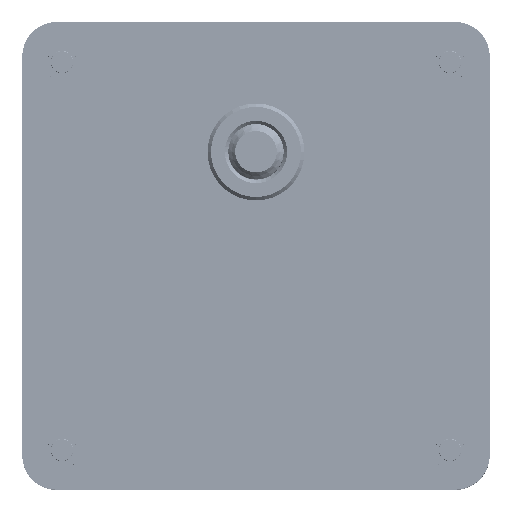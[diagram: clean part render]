
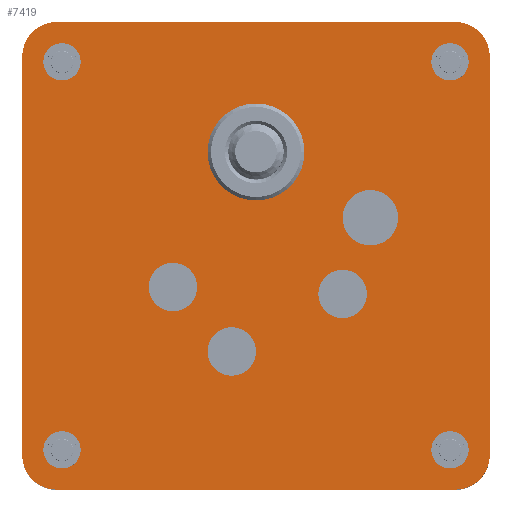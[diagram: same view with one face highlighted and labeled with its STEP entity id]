
A CAD part, top view. The second image highlights one B-rep face of the part: STEP entity #7419.
In plain terms, the highlighted planar face has unit normal (0, 0, 1).
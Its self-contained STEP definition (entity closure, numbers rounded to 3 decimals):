
#568=PLANE('',#8157);
#777=LINE('',#11727,#1217);
#778=LINE('',#11731,#1218);
#779=LINE('',#11735,#1219);
#780=LINE('',#11738,#1220);
#1217=VECTOR('',#9296,10.);
#1218=VECTOR('',#9299,10.);
#1219=VECTOR('',#9302,10.);
#1220=VECTOR('',#9305,10.);
#1684=FACE_BOUND('',#2472,.T.);
#1685=FACE_BOUND('',#2473,.T.);
#1686=FACE_BOUND('',#2474,.T.);
#1687=FACE_BOUND('',#2475,.T.);
#1688=FACE_BOUND('',#2476,.T.);
#1689=FACE_BOUND('',#2477,.T.);
#1690=FACE_BOUND('',#2478,.T.);
#1691=FACE_BOUND('',#2479,.T.);
#1692=FACE_BOUND('',#2480,.T.);
#1958=FACE_OUTER_BOUND('',#2471,.T.);
#2471=EDGE_LOOP('',(#5375,#5376,#5377,#5378,#5379,#5380,#5381,#5382));
#2472=EDGE_LOOP('',(#5383));
#2473=EDGE_LOOP('',(#5384));
#2474=EDGE_LOOP('',(#5385));
#2475=EDGE_LOOP('',(#5386));
#2476=EDGE_LOOP('',(#5387,#5388));
#2477=EDGE_LOOP('',(#5389));
#2478=EDGE_LOOP('',(#5390));
#2479=EDGE_LOOP('',(#5391));
#2480=EDGE_LOOP('',(#5392));
#3161=CIRCLE('',#8137,4.);
#3164=CIRCLE('',#8143,3.5);
#3167=CIRCLE('',#8149,3.5);
#3170=CIRCLE('',#8155,3.5);
#3171=CIRCLE('',#8158,5.);
#3172=CIRCLE('',#8159,5.);
#3173=CIRCLE('',#8160,5.);
#3174=CIRCLE('',#8161,5.);
#3175=CIRCLE('',#8162,6.);
#3176=CIRCLE('',#8163,6.);
#3177=CIRCLE('',#8164,2.5);
#3178=CIRCLE('',#8165,2.5);
#3179=CIRCLE('',#8166,2.5);
#3180=CIRCLE('',#8167,2.5);
#3633=VERTEX_POINT('',#11692);
#3636=VERTEX_POINT('',#11701);
#3639=VERTEX_POINT('',#11710);
#3642=VERTEX_POINT('',#11719);
#3643=VERTEX_POINT('',#11723);
#3644=VERTEX_POINT('',#11724);
#3645=VERTEX_POINT('',#11726);
#3646=VERTEX_POINT('',#11728);
#3647=VERTEX_POINT('',#11730);
#3648=VERTEX_POINT('',#11732);
#3649=VERTEX_POINT('',#11734);
#3650=VERTEX_POINT('',#11736);
#3651=VERTEX_POINT('',#11739);
#3652=VERTEX_POINT('',#11740);
#3653=VERTEX_POINT('',#11743);
#3654=VERTEX_POINT('',#11745);
#3655=VERTEX_POINT('',#11747);
#3656=VERTEX_POINT('',#11749);
#4343=EDGE_CURVE('',#3633,#3633,#3161,.T.);
#4346=EDGE_CURVE('',#3636,#3636,#3164,.T.);
#4349=EDGE_CURVE('',#3639,#3639,#3167,.T.);
#4352=EDGE_CURVE('',#3642,#3642,#3170,.T.);
#4353=EDGE_CURVE('',#3643,#3644,#3171,.T.);
#4354=EDGE_CURVE('',#3645,#3643,#777,.T.);
#4355=EDGE_CURVE('',#3646,#3645,#3172,.T.);
#4356=EDGE_CURVE('',#3647,#3646,#778,.T.);
#4357=EDGE_CURVE('',#3648,#3647,#3173,.T.);
#4358=EDGE_CURVE('',#3649,#3648,#779,.T.);
#4359=EDGE_CURVE('',#3650,#3649,#3174,.T.);
#4360=EDGE_CURVE('',#3644,#3650,#780,.T.);
#4361=EDGE_CURVE('',#3651,#3652,#3175,.T.);
#4362=EDGE_CURVE('',#3652,#3651,#3176,.T.);
#4363=EDGE_CURVE('',#3653,#3653,#3177,.T.);
#4364=EDGE_CURVE('',#3654,#3654,#3178,.T.);
#4365=EDGE_CURVE('',#3655,#3655,#3179,.T.);
#4366=EDGE_CURVE('',#3656,#3656,#3180,.T.);
#5375=ORIENTED_EDGE('',*,*,#4353,.F.);
#5376=ORIENTED_EDGE('',*,*,#4354,.F.);
#5377=ORIENTED_EDGE('',*,*,#4355,.F.);
#5378=ORIENTED_EDGE('',*,*,#4356,.F.);
#5379=ORIENTED_EDGE('',*,*,#4357,.F.);
#5380=ORIENTED_EDGE('',*,*,#4358,.F.);
#5381=ORIENTED_EDGE('',*,*,#4359,.F.);
#5382=ORIENTED_EDGE('',*,*,#4360,.F.);
#5383=ORIENTED_EDGE('',*,*,#4343,.T.);
#5384=ORIENTED_EDGE('',*,*,#4346,.T.);
#5385=ORIENTED_EDGE('',*,*,#4349,.T.);
#5386=ORIENTED_EDGE('',*,*,#4352,.T.);
#5387=ORIENTED_EDGE('',*,*,#4361,.T.);
#5388=ORIENTED_EDGE('',*,*,#4362,.T.);
#5389=ORIENTED_EDGE('',*,*,#4363,.T.);
#5390=ORIENTED_EDGE('',*,*,#4364,.T.);
#5391=ORIENTED_EDGE('',*,*,#4365,.T.);
#5392=ORIENTED_EDGE('',*,*,#4366,.T.);
#7419=ADVANCED_FACE('',(#1958,#1684,#1685,#1686,#1687,#1688,#1689,#1690,
#1691,#1692),#568,.T.);
#8137=AXIS2_PLACEMENT_3D('',#11693,#9252,#9253);
#8143=AXIS2_PLACEMENT_3D('',#11702,#9264,#9265);
#8149=AXIS2_PLACEMENT_3D('',#11711,#9276,#9277);
#8155=AXIS2_PLACEMENT_3D('',#11720,#9288,#9289);
#8157=AXIS2_PLACEMENT_3D('',#11722,#9292,#9293);
#8158=AXIS2_PLACEMENT_3D('',#11725,#9294,#9295);
#8159=AXIS2_PLACEMENT_3D('',#11729,#9297,#9298);
#8160=AXIS2_PLACEMENT_3D('',#11733,#9300,#9301);
#8161=AXIS2_PLACEMENT_3D('',#11737,#9303,#9304);
#8162=AXIS2_PLACEMENT_3D('',#11741,#9306,#9307);
#8163=AXIS2_PLACEMENT_3D('',#11742,#9308,#9309);
#8164=AXIS2_PLACEMENT_3D('',#11744,#9310,#9311);
#8165=AXIS2_PLACEMENT_3D('',#11746,#9312,#9313);
#8166=AXIS2_PLACEMENT_3D('',#11748,#9314,#9315);
#8167=AXIS2_PLACEMENT_3D('',#11750,#9316,#9317);
#9252=DIRECTION('center_axis',(0.,0.,-1.));
#9253=DIRECTION('ref_axis',(-1.,0.,0.));
#9264=DIRECTION('center_axis',(0.,0.,-1.));
#9265=DIRECTION('ref_axis',(-1.,0.,0.));
#9276=DIRECTION('center_axis',(0.,0.,-1.));
#9277=DIRECTION('ref_axis',(-1.,0.,0.));
#9288=DIRECTION('center_axis',(0.,0.,-1.));
#9289=DIRECTION('ref_axis',(-1.,0.,0.));
#9292=DIRECTION('center_axis',(0.,0.,1.));
#9293=DIRECTION('ref_axis',(1.,0.,0.));
#9294=DIRECTION('center_axis',(0.,0.,-1.));
#9295=DIRECTION('ref_axis',(-1.,0.,0.));
#9296=DIRECTION('',(1.,0.,0.));
#9297=DIRECTION('center_axis',(0.,0.,-1.));
#9298=DIRECTION('ref_axis',(0.,-1.,0.));
#9299=DIRECTION('',(0.,1.,0.));
#9300=DIRECTION('center_axis',(0.,0.,-1.));
#9301=DIRECTION('ref_axis',(1.,0.,0.));
#9302=DIRECTION('',(-1.,0.,0.));
#9303=DIRECTION('center_axis',(0.,0.,-1.));
#9304=DIRECTION('ref_axis',(0.,1.,0.));
#9305=DIRECTION('',(0.,-1.,0.));
#9306=DIRECTION('center_axis',(0.,0.,-1.));
#9307=DIRECTION('ref_axis',(0.,1.,0.));
#9308=DIRECTION('center_axis',(0.,0.,-1.));
#9309=DIRECTION('ref_axis',(-1.,0.,0.));
#9310=DIRECTION('center_axis',(0.,0.,-1.));
#9311=DIRECTION('ref_axis',(1.,0.,0.));
#9312=DIRECTION('center_axis',(0.,0.,-1.));
#9313=DIRECTION('ref_axis',(1.,0.,0.));
#9314=DIRECTION('center_axis',(0.,0.,-1.));
#9315=DIRECTION('ref_axis',(1.,0.,0.));
#9316=DIRECTION('center_axis',(0.,0.,-1.));
#9317=DIRECTION('ref_axis',(1.,0.,0.));
#11692=CARTESIAN_POINT('',(20.5,5.5,3.));
#11693=CARTESIAN_POINT('Origin',(16.5,5.5,3.));
#11701=CARTESIAN_POINT('',(16.,-5.5,3.));
#11702=CARTESIAN_POINT('Origin',(12.5,-5.5,3.));
#11710=CARTESIAN_POINT('',(0.,-13.8,3.));
#11711=CARTESIAN_POINT('Origin',(-3.5,-13.8,3.));
#11719=CARTESIAN_POINT('',(-8.5,-4.5,3.));
#11720=CARTESIAN_POINT('Origin',(-12.,-4.5,3.));
#11722=CARTESIAN_POINT('Origin',(0.,0.,
3.));
#11723=CARTESIAN_POINT('',(28.75,33.75,3.));
#11724=CARTESIAN_POINT('',(33.75,28.75,3.));
#11725=CARTESIAN_POINT('Origin',(28.75,28.75,3.));
#11726=CARTESIAN_POINT('',(-28.75,33.75,3.));
#11727=CARTESIAN_POINT('',(-28.75,33.75,3.));
#11728=CARTESIAN_POINT('',(-33.75,28.75,3.));
#11729=CARTESIAN_POINT('Origin',(-28.75,28.75,3.));
#11730=CARTESIAN_POINT('',(-33.75,-28.75,3.));
#11731=CARTESIAN_POINT('',(-33.75,-28.75,3.));
#11732=CARTESIAN_POINT('',(-28.75,-33.75,3.));
#11733=CARTESIAN_POINT('Origin',(-28.75,-28.75,3.));
#11734=CARTESIAN_POINT('',(28.75,-33.75,3.));
#11735=CARTESIAN_POINT('',(28.75,-33.75,3.));
#11736=CARTESIAN_POINT('',(33.75,-28.75,3.));
#11737=CARTESIAN_POINT('Origin',(28.75,-28.75,3.));
#11738=CARTESIAN_POINT('',(33.75,28.75,3.));
#11739=CARTESIAN_POINT('',(6.,14.994,3.));
#11740=CARTESIAN_POINT('',(-6.,14.994,3.));
#11741=CARTESIAN_POINT('Origin',(0.,14.988,3.));
#11742=CARTESIAN_POINT('Origin',(0.,15.,3.));
#11743=CARTESIAN_POINT('',(-30.5,28.,3.));
#11744=CARTESIAN_POINT('Origin',(-28.,28.,3.));
#11745=CARTESIAN_POINT('',(25.5,28.,3.));
#11746=CARTESIAN_POINT('Origin',(28.,28.,3.));
#11747=CARTESIAN_POINT('',(-30.5,-28.,3.));
#11748=CARTESIAN_POINT('Origin',(-28.,-28.,3.));
#11749=CARTESIAN_POINT('',(25.5,-28.,3.));
#11750=CARTESIAN_POINT('Origin',(28.,-28.,3.));
